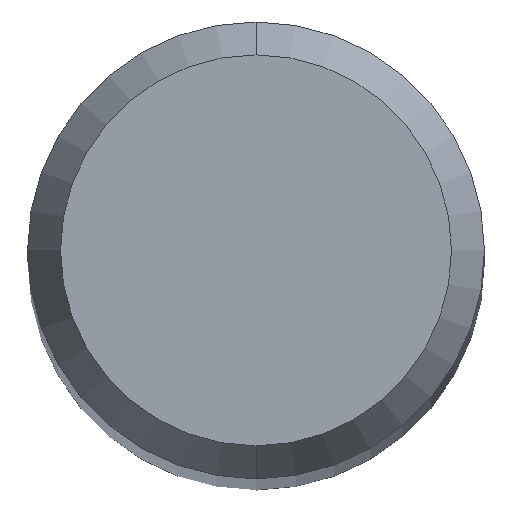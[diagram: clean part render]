
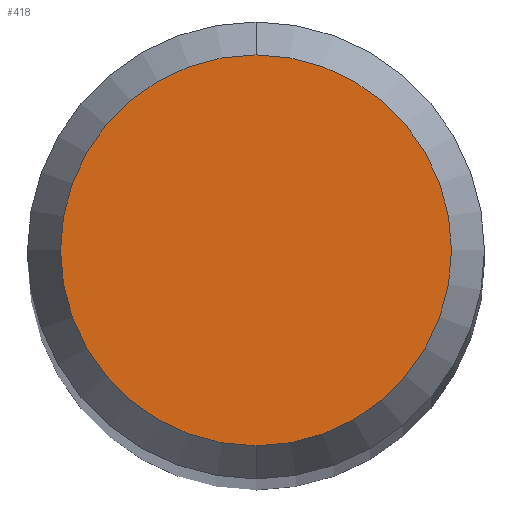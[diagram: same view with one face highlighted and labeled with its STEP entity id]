
A CAD part, top view. The second image highlights one B-rep face of the part: STEP entity #418.
In plain terms, the highlighted planar face has unit normal (0, 0, 1).
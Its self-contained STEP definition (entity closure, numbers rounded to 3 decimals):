
#194=EDGE_CURVE('',#346,#396,#489,.T.);
#220=EDGE_CURVE('',#396,#346,#517,.T.);
#346=VERTEX_POINT('',#655);
#396=VERTEX_POINT('',#711);
#418=ADVANCED_FACE('',(#737),#738,.T.);
#489=CIRCLE('',#831,1.358);
#517=CIRCLE('',#886,1.358);
#655=CARTESIAN_POINT('',(0.,-1.358,0.));
#711=CARTESIAN_POINT('',(0.0,1.358,0.));
#737=FACE_OUTER_BOUND('',#1341,.T.);
#738=PLANE('',#1342);
#831=AXIS2_PLACEMENT_3D('',#1416,#1417,#1418);
#886=AXIS2_PLACEMENT_3D('',#1446,#1447,#1448);
#1341=EDGE_LOOP('',(#1702,#1703));
#1342=AXIS2_PLACEMENT_3D('',#1704,#1705,#1706);
#1416=CARTESIAN_POINT('',(0.0,0.0,0.));
#1417=DIRECTION('',(0.0,0.0,-1.0));
#1418=DIRECTION('',(0.0,1.0,0.0));
#1446=CARTESIAN_POINT('',(0.0,0.0,0.));
#1447=DIRECTION('',(0.0,0.0,-1.0));
#1448=DIRECTION('',(0.0,1.0,0.0));
#1702=ORIENTED_EDGE('',*,*,#220,.F.);
#1703=ORIENTED_EDGE('',*,*,#194,.F.);
#1704=CARTESIAN_POINT('',(0.0,0.679,0.));
#1705=DIRECTION('',(-0.0,0.0,1.0));
#1706=DIRECTION('',(0.0,-1.0,0.0));
